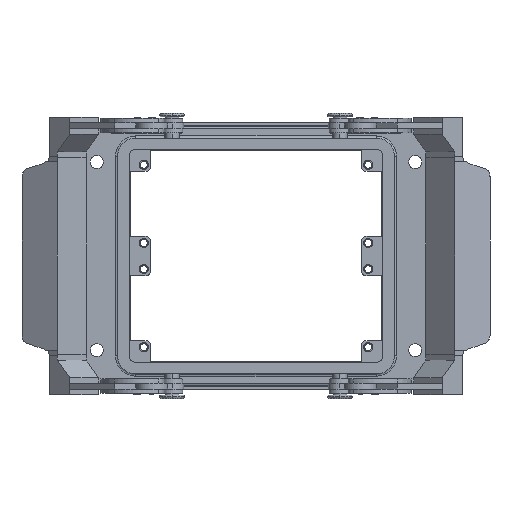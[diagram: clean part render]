
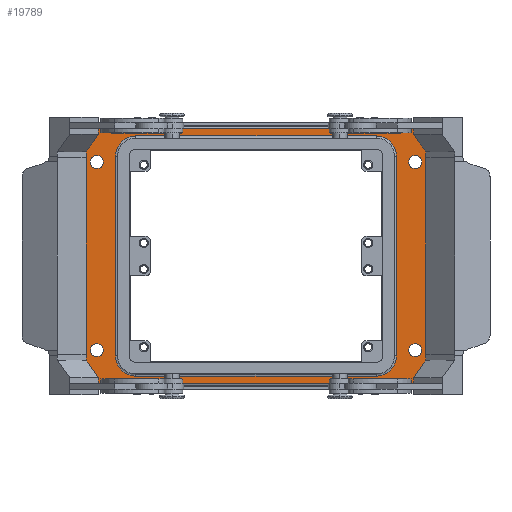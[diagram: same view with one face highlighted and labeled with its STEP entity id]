
A CAD part, top view. The second image highlights one B-rep face of the part: STEP entity #19789.
In plain terms, the highlighted planar face has unit normal (0, 0, 1).
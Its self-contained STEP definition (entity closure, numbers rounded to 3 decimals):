
#2797=CARTESIAN_POINT('',(-57.25,-32.5,8.0));
#2798=VERTEX_POINT('',#2797);
#2807=CARTESIAN_POINT('',(-52.75,-32.5,8.0));
#2808=VERTEX_POINT('',#2807);
#2809=CARTESIAN_POINT('',(-55.0,-32.5,8.0));
#2810=DIRECTION('',(0.0,0.0,-1.0));
#2811=DIRECTION('',(-1.0,0.0,0.0));
#2812=AXIS2_PLACEMENT_3D('',#2809,#2810,#2811);
#2813=CIRCLE('',#2812,2.25);
#2814=EDGE_CURVE('',#2808,#2798,#2813,.T.);
#2839=CARTESIAN_POINT('',(-57.25,32.5,8.0));
#2840=VERTEX_POINT('',#2839);
#2849=CARTESIAN_POINT('',(-52.75,32.5,8.0));
#2850=VERTEX_POINT('',#2849);
#2851=CARTESIAN_POINT('',(-55.0,32.5,8.0));
#2852=DIRECTION('',(0.0,0.0,-1.0));
#2853=DIRECTION('',(-1.0,0.0,0.0));
#2854=AXIS2_PLACEMENT_3D('',#2851,#2852,#2853);
#2855=CIRCLE('',#2854,2.25);
#2856=EDGE_CURVE('',#2850,#2840,#2855,.T.);
#2881=CARTESIAN_POINT('',(52.75,-32.5,8.0));
#2882=VERTEX_POINT('',#2881);
#2891=CARTESIAN_POINT('',(57.25,-32.5,8.0));
#2892=VERTEX_POINT('',#2891);
#2893=CARTESIAN_POINT('',(55.0,-32.5,8.0));
#2894=DIRECTION('',(0.0,0.0,-1.0));
#2895=DIRECTION('',(-1.0,0.0,0.0));
#2896=AXIS2_PLACEMENT_3D('',#2893,#2894,#2895);
#2897=CIRCLE('',#2896,2.25);
#2898=EDGE_CURVE('',#2892,#2882,#2897,.T.);
#2923=CARTESIAN_POINT('',(52.75,32.5,8.0));
#2924=VERTEX_POINT('',#2923);
#2933=CARTESIAN_POINT('',(57.25,32.5,8.0));
#2934=VERTEX_POINT('',#2933);
#2935=CARTESIAN_POINT('',(55.0,32.5,8.0));
#2936=DIRECTION('',(0.0,0.0,-1.0));
#2937=DIRECTION('',(-1.0,0.0,0.0));
#2938=AXIS2_PLACEMENT_3D('',#2935,#2936,#2937);
#2939=CIRCLE('',#2938,2.25);
#2940=EDGE_CURVE('',#2934,#2924,#2939,.T.);
#3143=CARTESIAN_POINT('',(61.0,41.0,8.0));
#3144=VERTEX_POINT('',#3143);
#3152=CARTESIAN_POINT('',(61.0,-41.0,8.0));
#3153=VERTEX_POINT('',#3152);
#3154=CARTESIAN_POINT('',(61.0,41.0,8.0));
#3155=DIRECTION('',(0.0,-1.0,0.0));
#3156=VECTOR('',#3155,82.0);
#3157=LINE('',#3154,#3156);
#3158=EDGE_CURVE('',#3144,#3153,#3157,.T.);
#3185=CARTESIAN_POINT('',(-58.0,44.0,8.0));
#3186=VERTEX_POINT('',#3185);
#3194=CARTESIAN_POINT('',(58.,44.,8.0));
#3195=VERTEX_POINT('',#3194);
#3196=CARTESIAN_POINT('',(-58.0,44.0,8.0));
#3197=DIRECTION('',(1.0,0.0,0.0));
#3198=VECTOR('',#3197,116.);
#3199=LINE('',#3196,#3198);
#3200=EDGE_CURVE('',#3186,#3195,#3199,.T.);
#3227=CARTESIAN_POINT('',(58.0,-44.0,8.0));
#3228=VERTEX_POINT('',#3227);
#3236=CARTESIAN_POINT('',(-58.0,-44.0,8.0));
#3237=VERTEX_POINT('',#3236);
#3238=CARTESIAN_POINT('',(58.0,-44.0,8.0));
#3239=DIRECTION('',(-1.0,0.0,0.0));
#3240=VECTOR('',#3239,116.0);
#3241=LINE('',#3238,#3240);
#3242=EDGE_CURVE('',#3228,#3237,#3241,.T.);
#3269=CARTESIAN_POINT('',(-61.,-41.0,8.0));
#3270=VERTEX_POINT('',#3269);
#3278=CARTESIAN_POINT('',(-61.,41.0,8.0));
#3279=VERTEX_POINT('',#3278);
#3280=CARTESIAN_POINT('',(-61.,-41.0,8.0));
#3281=DIRECTION('',(0.0,1.0,0.0));
#3282=VECTOR('',#3281,82.0);
#3283=LINE('',#3280,#3282);
#3284=EDGE_CURVE('',#3270,#3279,#3283,.T.);
#19371=CARTESIAN_POINT('',(-58.0,-41.0,8.0));
#19372=DIRECTION('',(0.,0.,-1.));
#19373=DIRECTION('',(-0.707,-0.707,0.));
#19374=AXIS2_PLACEMENT_3D('',#19371,#19372,#19373);
#19375=CIRCLE('',#19374,3.);
#19376=EDGE_CURVE('',#3237,#3270,#19375,.T.);
#19414=CARTESIAN_POINT('',(-58.0,41.0,8.0));
#19415=DIRECTION('',(0.,0.,-1.));
#19416=DIRECTION('',(-0.707,0.707,0.));
#19417=AXIS2_PLACEMENT_3D('',#19414,#19415,#19416);
#19418=CIRCLE('',#19417,3.);
#19419=EDGE_CURVE('',#3279,#3186,#19418,.T.);
#19489=CARTESIAN_POINT('',(58.0,-41.,8.0));
#19490=DIRECTION('',(0.,0.,-1.0));
#19491=DIRECTION('',(0.707,-0.707,0.));
#19492=AXIS2_PLACEMENT_3D('',#19489,#19490,#19491);
#19493=CIRCLE('',#19492,3.);
#19494=EDGE_CURVE('',#3153,#3228,#19493,.T.);
#19532=CARTESIAN_POINT('',(58.0,41.,8.0));
#19533=DIRECTION('',(0.,0.,-1.));
#19534=DIRECTION('',(0.707,0.707,0.));
#19535=AXIS2_PLACEMENT_3D('',#19532,#19533,#19534);
#19536=CIRCLE('',#19535,3.);
#19537=EDGE_CURVE('',#3195,#3144,#19536,.T.);
#19664=CARTESIAN_POINT('',(0.,0.0,8.0));
#19665=DIRECTION('',(0.0,0.0,1.0));
#19666=DIRECTION('',(1.0,0.0,0.0));
#19667=AXIS2_PLACEMENT_3D('',#19664,#19665,#19666);
#19668=PLANE('',#19667);
#19669=ORIENTED_EDGE('',*,*,#3284,.F.);
#19670=ORIENTED_EDGE('',*,*,#19376,.F.);
#19671=ORIENTED_EDGE('',*,*,#3242,.F.);
#19672=ORIENTED_EDGE('',*,*,#19494,.F.);
#19673=ORIENTED_EDGE('',*,*,#3158,.F.);
#19674=ORIENTED_EDGE('',*,*,#19537,.F.);
#19675=ORIENTED_EDGE('',*,*,#3200,.F.);
#19676=ORIENTED_EDGE('',*,*,#19419,.F.);
#19677=EDGE_LOOP('',(#19669,#19670,#19671,#19672,#19673,#19674,#19675,#19676));
#19678=FACE_OUTER_BOUND('',#19677,.T.);
#19679=CARTESIAN_POINT('',(48.5,-34.5,8.0));
#19680=VERTEX_POINT('',#19679);
#19681=CARTESIAN_POINT('',(48.5,34.5,8.0));
#19682=VERTEX_POINT('',#19681);
#19683=CARTESIAN_POINT('',(48.5,-34.5,8.0));
#19684=DIRECTION('',(0.0,1.0,0.0));
#19685=VECTOR('',#19684,69.0);
#19686=LINE('',#19683,#19685);
#19687=EDGE_CURVE('',#19680,#19682,#19686,.T.);
#19688=ORIENTED_EDGE('',*,*,#19687,.F.);
#19689=CARTESIAN_POINT('',(41.5,-41.5,8.0));
#19690=VERTEX_POINT('',#19689);
#19691=CARTESIAN_POINT('',(41.5,-34.5,8.0));
#19692=DIRECTION('',(0.,0.,1.0));
#19693=DIRECTION('',(0.707,-0.707,0.));
#19694=AXIS2_PLACEMENT_3D('',#19691,#19692,#19693);
#19695=CIRCLE('',#19694,7.0);
#19696=EDGE_CURVE('',#19690,#19680,#19695,.T.);
#19697=ORIENTED_EDGE('',*,*,#19696,.F.);
#19698=CARTESIAN_POINT('',(-41.5,-41.5,8.0));
#19699=VERTEX_POINT('',#19698);
#19700=CARTESIAN_POINT('',(-41.5,-41.5,8.0));
#19701=DIRECTION('',(1.0,0.0,0.0));
#19702=VECTOR('',#19701,83.);
#19703=LINE('',#19700,#19702);
#19704=EDGE_CURVE('',#19699,#19690,#19703,.T.);
#19705=ORIENTED_EDGE('',*,*,#19704,.F.);
#19706=CARTESIAN_POINT('',(-48.5,-34.5,8.0));
#19707=VERTEX_POINT('',#19706);
#19708=CARTESIAN_POINT('',(-41.5,-34.5,8.0));
#19709=DIRECTION('',(0.,0.,1.));
#19710=DIRECTION('',(-0.707,-0.707,0.));
#19711=AXIS2_PLACEMENT_3D('',#19708,#19709,#19710);
#19712=CIRCLE('',#19711,7.0);
#19713=EDGE_CURVE('',#19707,#19699,#19712,.T.);
#19714=ORIENTED_EDGE('',*,*,#19713,.F.);
#19715=CARTESIAN_POINT('',(-48.5,34.5,8.0));
#19716=VERTEX_POINT('',#19715);
#19717=CARTESIAN_POINT('',(-48.5,34.5,8.0));
#19718=DIRECTION('',(0.0,-1.0,0.0));
#19719=VECTOR('',#19718,69.);
#19720=LINE('',#19717,#19719);
#19721=EDGE_CURVE('',#19716,#19707,#19720,.T.);
#19722=ORIENTED_EDGE('',*,*,#19721,.F.);
#19723=CARTESIAN_POINT('',(-41.5,41.5,8.0));
#19724=VERTEX_POINT('',#19723);
#19725=CARTESIAN_POINT('',(-41.5,34.5,8.0));
#19726=DIRECTION('',(0.,0.,1.0));
#19727=DIRECTION('',(-0.707,0.707,0.));
#19728=AXIS2_PLACEMENT_3D('',#19725,#19726,#19727);
#19729=CIRCLE('',#19728,7.0);
#19730=EDGE_CURVE('',#19724,#19716,#19729,.T.);
#19731=ORIENTED_EDGE('',*,*,#19730,.F.);
#19732=CARTESIAN_POINT('',(41.5,41.5,8.0));
#19733=VERTEX_POINT('',#19732);
#19734=CARTESIAN_POINT('',(41.5,41.5,8.0));
#19735=DIRECTION('',(-1.0,0.0,0.0));
#19736=VECTOR('',#19735,83.0);
#19737=LINE('',#19734,#19736);
#19738=EDGE_CURVE('',#19733,#19724,#19737,.T.);
#19739=ORIENTED_EDGE('',*,*,#19738,.F.);
#19740=CARTESIAN_POINT('',(41.5,34.5,8.0));
#19741=DIRECTION('',(0.,0.,1.0));
#19742=DIRECTION('',(0.707,0.707,0.));
#19743=AXIS2_PLACEMENT_3D('',#19740,#19741,#19742);
#19744=CIRCLE('',#19743,7.);
#19745=EDGE_CURVE('',#19682,#19733,#19744,.T.);
#19746=ORIENTED_EDGE('',*,*,#19745,.F.);
#19747=EDGE_LOOP('',(#19688,#19697,#19705,#19714,#19722,#19731,#19739,#19746));
#19748=FACE_BOUND('',#19747,.T.);
#19749=ORIENTED_EDGE('',*,*,#2940,.T.);
#19750=CARTESIAN_POINT('',(55.0,32.5,8.0));
#19751=DIRECTION('',(0.0,0.0,-1.0));
#19752=DIRECTION('',(-1.0,0.0,0.0));
#19753=AXIS2_PLACEMENT_3D('',#19750,#19751,#19752);
#19754=CIRCLE('',#19753,2.25);
#19755=EDGE_CURVE('',#2924,#2934,#19754,.T.);
#19756=ORIENTED_EDGE('',*,*,#19755,.T.);
#19757=EDGE_LOOP('',(#19749,#19756));
#19758=FACE_BOUND('',#19757,.T.);
#19759=ORIENTED_EDGE('',*,*,#2898,.T.);
#19760=CARTESIAN_POINT('',(55.0,-32.5,8.0));
#19761=DIRECTION('',(0.0,0.0,-1.0));
#19762=DIRECTION('',(-1.0,0.0,0.0));
#19763=AXIS2_PLACEMENT_3D('',#19760,#19761,#19762);
#19764=CIRCLE('',#19763,2.25);
#19765=EDGE_CURVE('',#2882,#2892,#19764,.T.);
#19766=ORIENTED_EDGE('',*,*,#19765,.T.);
#19767=EDGE_LOOP('',(#19759,#19766));
#19768=FACE_BOUND('',#19767,.T.);
#19769=ORIENTED_EDGE('',*,*,#2856,.T.);
#19770=CARTESIAN_POINT('',(-55.0,32.5,8.0));
#19771=DIRECTION('',(0.0,0.0,-1.0));
#19772=DIRECTION('',(-1.0,0.0,0.0));
#19773=AXIS2_PLACEMENT_3D('',#19770,#19771,#19772);
#19774=CIRCLE('',#19773,2.25);
#19775=EDGE_CURVE('',#2840,#2850,#19774,.T.);
#19776=ORIENTED_EDGE('',*,*,#19775,.T.);
#19777=EDGE_LOOP('',(#19769,#19776));
#19778=FACE_BOUND('',#19777,.T.);
#19779=ORIENTED_EDGE('',*,*,#2814,.T.);
#19780=CARTESIAN_POINT('',(-55.0,-32.5,8.0));
#19781=DIRECTION('',(0.0,0.0,-1.0));
#19782=DIRECTION('',(-1.0,0.0,0.0));
#19783=AXIS2_PLACEMENT_3D('',#19780,#19781,#19782);
#19784=CIRCLE('',#19783,2.25);
#19785=EDGE_CURVE('',#2798,#2808,#19784,.T.);
#19786=ORIENTED_EDGE('',*,*,#19785,.T.);
#19787=EDGE_LOOP('',(#19779,#19786));
#19788=FACE_BOUND('',#19787,.T.);
#19789=ADVANCED_FACE('',(#19678,#19748,#19758,#19768,#19778,#19788),#19668,.T.);
